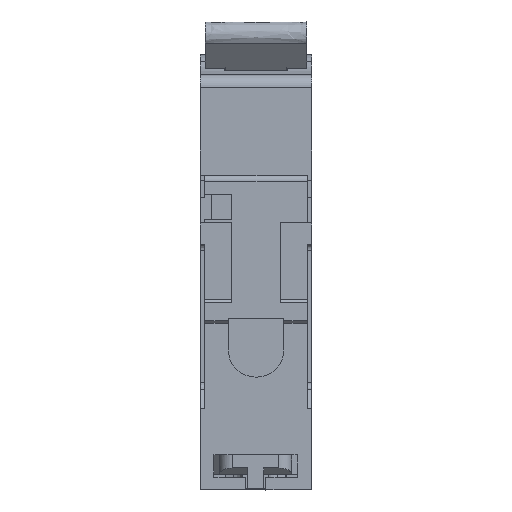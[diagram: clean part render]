
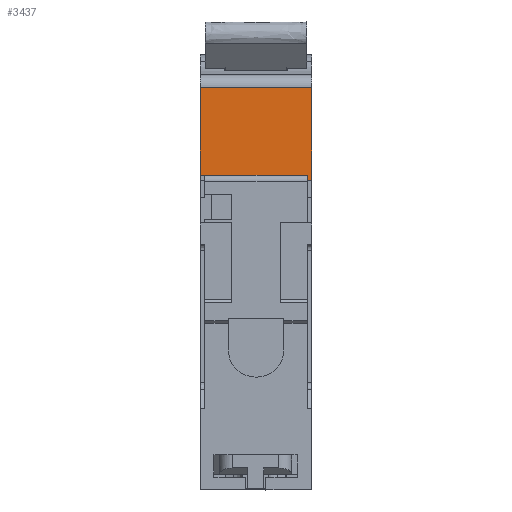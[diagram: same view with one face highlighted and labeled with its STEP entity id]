
A CAD part, front view. The second image highlights one B-rep face of the part: STEP entity #3437.
In plain terms, the highlighted planar face has unit normal (0, -1, 0).
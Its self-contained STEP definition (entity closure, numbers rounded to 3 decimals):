
#3401=AXIS2_PLACEMENT_3D('Plane Axis2P3D',#3398,#3399,#3400) ;
#1469=CARTESIAN_POINT('Vertex',(17.6,21.85,63.618)) ;
#1472=CARTESIAN_POINT('Line Origine',(17.6,21.85,56.678)) ;
#1476=CARTESIAN_POINT('Vertex',(17.6,21.85,49.739)) ;
#1479=CARTESIAN_POINT('Line Origine',(17.6,21.85,49.3)) ;
#1483=CARTESIAN_POINT('Vertex',(17.6,21.85,48.861)) ;
#1747=CARTESIAN_POINT('Vertex',(0.,21.85,49.739)) ;
#1750=CARTESIAN_POINT('Line Origine',(0.,21.85,56.678)) ;
#1754=CARTESIAN_POINT('Vertex',(0.,21.85,63.618)) ;
#3379=CARTESIAN_POINT('Line Origine',(17.25,21.85,48.861)) ;
#3383=CARTESIAN_POINT('Vertex',(16.9,21.85,48.861)) ;
#3398=CARTESIAN_POINT('Axis2P3D Location',(0.,21.85,63.618)) ;
#3403=CARTESIAN_POINT('Line Origine',(8.8,21.85,63.618)) ;
#3408=CARTESIAN_POINT('Line Origine',(0.35,21.85,49.739)) ;
#3412=CARTESIAN_POINT('Vertex',(0.7,21.85,49.739)) ;
#3415=CARTESIAN_POINT('Line Origine',(8.8,21.85,49.739)) ;
#3419=CARTESIAN_POINT('Vertex',(16.9,21.85,49.739)) ;
#3422=CARTESIAN_POINT('Line Origine',(16.9,21.85,49.3)) ;
#1473=DIRECTION('Vector Direction',(0.,0.,-1.)) ;
#1480=DIRECTION('Vector Direction',(0.,0.,1.)) ;
#1751=DIRECTION('Vector Direction',(0.,0.,-1.)) ;
#3380=DIRECTION('Vector Direction',(-1.,0.,0.)) ;
#3399=DIRECTION('Axis2P3D Direction',(0.,-1.,0.)) ;
#3400=DIRECTION('Axis2P3D XDirection',(0.,0.,-1.)) ;
#3404=DIRECTION('Vector Direction',(1.,0.,0.)) ;
#3409=DIRECTION('Vector Direction',(1.,0.,0.)) ;
#3416=DIRECTION('Vector Direction',(1.,0.,0.)) ;
#3423=DIRECTION('Vector Direction',(0.,0.,-1.)) ;
#1474=VECTOR('Line Direction',#1473,1.) ;
#1481=VECTOR('Line Direction',#1480,1.) ;
#1752=VECTOR('Line Direction',#1751,1.) ;
#3381=VECTOR('Line Direction',#3380,1.) ;
#3405=VECTOR('Line Direction',#3404,1.) ;
#3410=VECTOR('Line Direction',#3409,1.) ;
#3417=VECTOR('Line Direction',#3416,1.) ;
#3424=VECTOR('Line Direction',#3423,1.) ;
#3428=ORIENTED_EDGE('',*,*,#3407,.T.) ;
#3429=ORIENTED_EDGE('',*,*,#1756,.T.) ;
#3430=ORIENTED_EDGE('',*,*,#3414,.T.) ;
#3431=ORIENTED_EDGE('',*,*,#3421,.T.) ;
#3432=ORIENTED_EDGE('',*,*,#3426,.F.) ;
#3433=ORIENTED_EDGE('',*,*,#3385,.F.) ;
#3434=ORIENTED_EDGE('',*,*,#1485,.F.) ;
#3435=ORIENTED_EDGE('',*,*,#1478,.F.) ;
#3437=ADVANCED_FACE('MCB',(#3436),#3402,.T.) ;
#1478=EDGE_CURVE('',#1470,#1477,#1475,.T.) ;
#1485=EDGE_CURVE('',#1477,#1484,#1482,.F.) ;
#1756=EDGE_CURVE('',#1755,#1748,#1753,.T.) ;
#3385=EDGE_CURVE('',#1484,#3384,#3382,.T.) ;
#3407=EDGE_CURVE('',#1470,#1755,#3406,.F.) ;
#3414=EDGE_CURVE('',#1748,#3413,#3411,.T.) ;
#3421=EDGE_CURVE('',#3413,#3420,#3418,.T.) ;
#3426=EDGE_CURVE('',#3384,#3420,#3425,.F.) ;
#3427=EDGE_LOOP('',(#3428,#3429,#3430,#3431,#3432,#3433,#3434,#3435)) ;
#3436=FACE_OUTER_BOUND('',#3427,.T.) ;
#1475=LINE('Line',#1472,#1474) ;
#1482=LINE('Line',#1479,#1481) ;
#1753=LINE('Line',#1750,#1752) ;
#3382=LINE('Line',#3379,#3381) ;
#3406=LINE('Line',#3403,#3405) ;
#3411=LINE('Line',#3408,#3410) ;
#3418=LINE('Line',#3415,#3417) ;
#3425=LINE('Line',#3422,#3424) ;
#3402=PLANE('',#3401) ;
#1470=VERTEX_POINT('',#1469) ;
#1477=VERTEX_POINT('',#1476) ;
#1484=VERTEX_POINT('',#1483) ;
#1748=VERTEX_POINT('',#1747) ;
#1755=VERTEX_POINT('',#1754) ;
#3384=VERTEX_POINT('',#3383) ;
#3413=VERTEX_POINT('',#3412) ;
#3420=VERTEX_POINT('',#3419) ;
